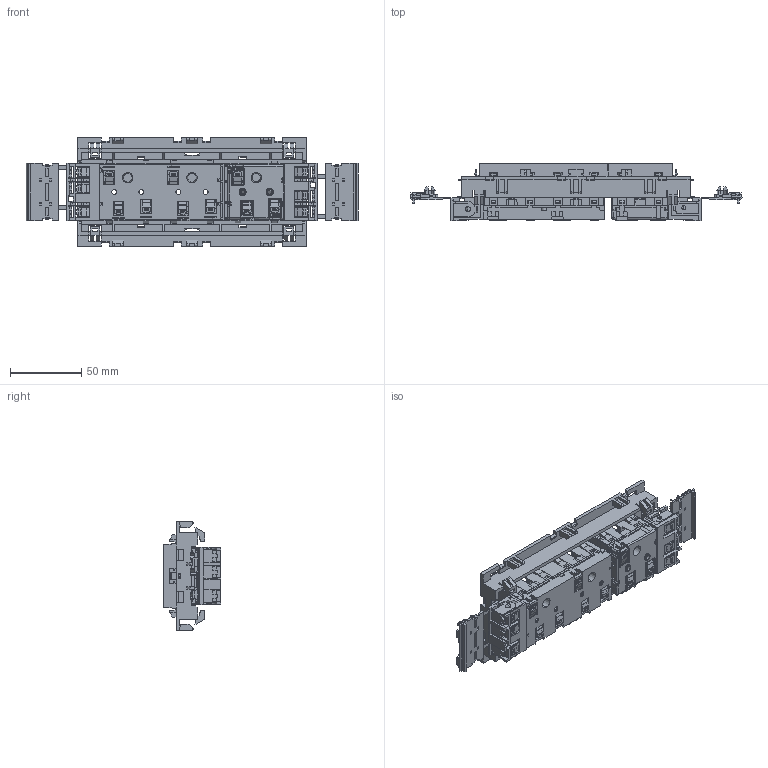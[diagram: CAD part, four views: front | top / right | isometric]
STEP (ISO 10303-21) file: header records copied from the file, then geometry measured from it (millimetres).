
FILE_DESCRIPTION (( 'STEP AP214' ), '1' );
FILE_NAME ('6120458_KSTP1.stp', '2025-09-30T13:31:44', ( '' ), ( '' ), 'SwSTEP 2.0', 'SolidWorks 2024', '' );
FILE_SCHEMA (( 'AUTOMOTIVE_DESIGN' ));
Length unit declared in the file: millimetre
Products named in the file (14): 044037; 104820_Standard; 071463_Standard; 077655_Standard; 044053_Standard; 6120458_KSTP1; 104821_Standard; 044036_Standard; 044679_Standard; 093900_Standard; 047802_Standard; 044033; 044052_Standard; 047863_Standard
Assembly tree (16 placements, depth 4):
  6120458_KSTP1
    044037
    044036_Standard
    104821_Standard
      104820_Standard
      044679_Standard
      093900_Standard
        047863_Standard
        071463_Standard  x2
    077655_Standard
      044033
      044679_Standard  x2
    044052_Standard
    044053_Standard
    047802_Standard
Bounding box: 232.8 x 40.25 x 76.2 mm (x, y, z)
Volume: 102804.4 mm3; surface area: 145364.4 mm2
Topology: 13 solids, 13 shells, 6535 faces, 18400 edges, 11737 vertices
Faces by surface type: plane 4633, cylinder 973, bspline 495, cone 297, torus 69, sphere 68
Entity records: 212722 total; most frequent: CARTESIAN_POINT 58780, ORIENTED_EDGE 34518, DIRECTION 28547, EDGE_CURVE 17259, LINE 13921, VECTOR 13921, VERTEX_POINT 11057, AXIS2_PLACEMENT_3D 7313
